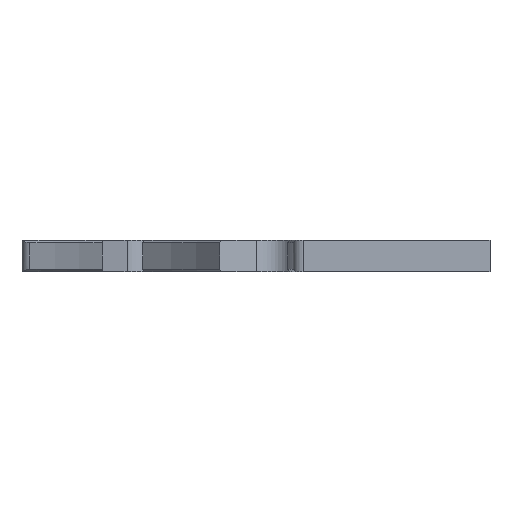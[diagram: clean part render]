
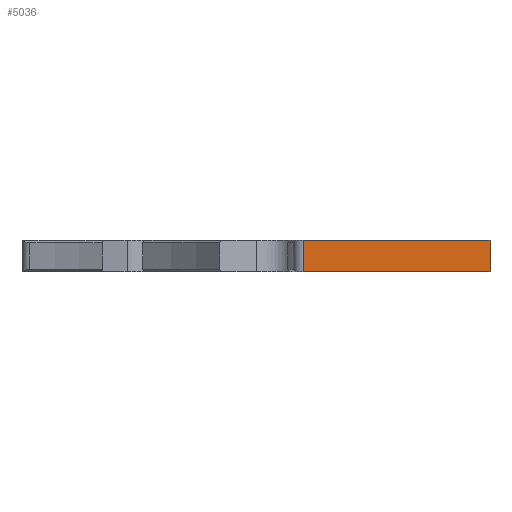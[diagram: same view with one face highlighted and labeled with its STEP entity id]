
A CAD part, front view. The second image highlights one B-rep face of the part: STEP entity #5036.
In plain terms, the highlighted planar face has unit normal (0, -1, 0).
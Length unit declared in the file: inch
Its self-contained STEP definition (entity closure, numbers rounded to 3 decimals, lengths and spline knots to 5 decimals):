
#186 = CARTESIAN_POINT ( 'NONE',  ( 4.219, 0., 0. ) ) ;
#389 = AXIS2_PLACEMENT_3D ( 'NONE', #2895, #2924, #2091 ) ;
#750 = DIRECTION ( 'NONE',  ( 1., 0., 0. ) ) ;
#805 = CARTESIAN_POINT ( 'NONE',  ( 4.3422, 0., -0.3425 ) ) ;
#842 = VERTEX_POINT ( 'NONE', #4100 ) ;
#1232 = VERTEX_POINT ( 'NONE', #2605 ) ;
#1259 = PLANE ( 'NONE',  #389 ) ;
#1283 = EDGE_CURVE ( 'NONE', #1232, #4351, #3161, .T. ) ;
#1438 = ORIENTED_EDGE ( 'NONE', *, *, #2970, .T. ) ;
#1695 = ORIENTED_EDGE ( 'NONE', *, *, #3152, .T. ) ;
#1887 = ORIENTED_EDGE ( 'NONE', *, *, #1283, .T. ) ;
#1992 = CARTESIAN_POINT ( 'NONE',  ( 6.5625, 0., -0.3735 ) ) ;
#2091 = DIRECTION ( 'NONE',  ( 0., 0., -1. ) ) ;
#2178 = VECTOR ( 'NONE', #3952, 39.37008 ) ;
#2299 = EDGE_LOOP ( 'NONE', ( #3205, #1695, #1887, #1438 ) ) ;
#2605 = CARTESIAN_POINT ( 'NONE',  ( 4.3422, 0., -0.3735 ) ) ;
#2895 = CARTESIAN_POINT ( 'NONE',  ( 4.219, 0., -0.3735 ) ) ;
#2924 = DIRECTION ( 'NONE',  ( 0., -1., 0. ) ) ;
#2970 = EDGE_CURVE ( 'NONE', #4351, #4073, #3153, .T. ) ;
#3152 = EDGE_CURVE ( 'NONE', #842, #1232, #3721, .T. ) ;
#3153 = LINE ( 'NONE', #1992, #2178 ) ;
#3161 = LINE ( 'NONE', #4318, #3778 ) ;
#3205 = ORIENTED_EDGE ( 'NONE', *, *, #3645, .F. ) ;
#3464 = DIRECTION ( 'NONE',  ( 1., 0., 0. ) ) ;
#3645 = EDGE_CURVE ( 'NONE', #842, #4073, #3860, .T. ) ;
#3721 = LINE ( 'NONE', #805, #4041 ) ;
#3778 = VECTOR ( 'NONE', #750, 39.37008 ) ;
#3860 = LINE ( 'NONE', #186, #5244 ) ;
#3952 = DIRECTION ( 'NONE',  ( 0., 0., 1. ) ) ;
#4041 = VECTOR ( 'NONE', #4516, 39.37008 ) ;
#4073 = VERTEX_POINT ( 'NONE', #5196 ) ;
#4100 = CARTESIAN_POINT ( 'NONE',  ( 4.3422, 0., 0. ) ) ;
#4318 = CARTESIAN_POINT ( 'NONE',  ( 4.219, 0., -0.3735 ) ) ;
#4351 = VERTEX_POINT ( 'NONE', #4979 ) ;
#4516 = DIRECTION ( 'NONE',  ( 0., 0., -1. ) ) ;
#4914 = FACE_OUTER_BOUND ( 'NONE', #2299, .T. ) ;
#4979 = CARTESIAN_POINT ( 'NONE',  ( 6.5625, 0., -0.3735 ) ) ;
#5036 = ADVANCED_FACE ( 'NONE', ( #4914 ), #1259, .T. ) ;
#5196 = CARTESIAN_POINT ( 'NONE',  ( 6.5625, 0., 0. ) ) ;
#5244 = VECTOR ( 'NONE', #3464, 39.37008 ) ;
